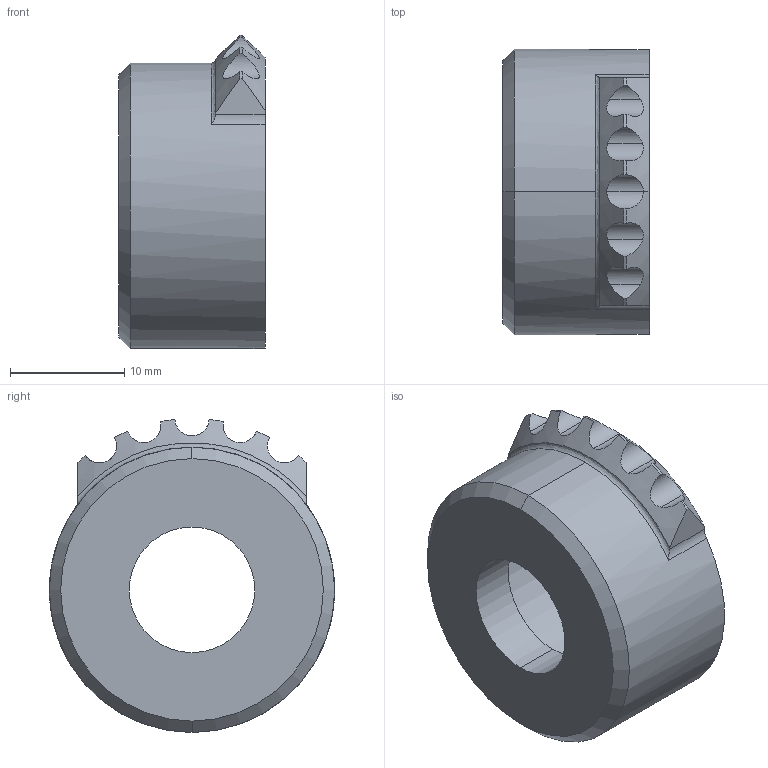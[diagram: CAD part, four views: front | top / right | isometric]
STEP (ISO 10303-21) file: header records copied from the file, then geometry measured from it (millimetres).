
FILE_DESCRIPTION (( 'STEP AP214' ), '1' );
FILE_NAME ('1702.710.stp', '2018-03-26T11:06:39', ( '' ), ( '' ), 'SwSTEP 2.0', 'SolidWorks 2016', '' );
FILE_SCHEMA (( 'AUTOMOTIVE_DESIGN' ));
Length unit declared in the file: millimetre
Products named in the file (1): 1702.710
Bounding box: 12.8 x 25 x 27.43 mm (x, y, z)
Volume: 3991.2 mm3; surface area: 2424.3 mm2
Topology: 1 solids, 1 shells, 35 faces, 93 edges, 61 vertices
Faces by surface type: cylinder 24, cone 5, plane 5, bspline 1
Entity records: 1379 total; most frequent: CARTESIAN_POINT 495, ORIENTED_EDGE 186, DIRECTION 168, EDGE_CURVE 93, AXIS2_PLACEMENT_3D 68, VERTEX_POINT 61, EDGE_LOOP 38, FACE_OUTER_BOUND 35
